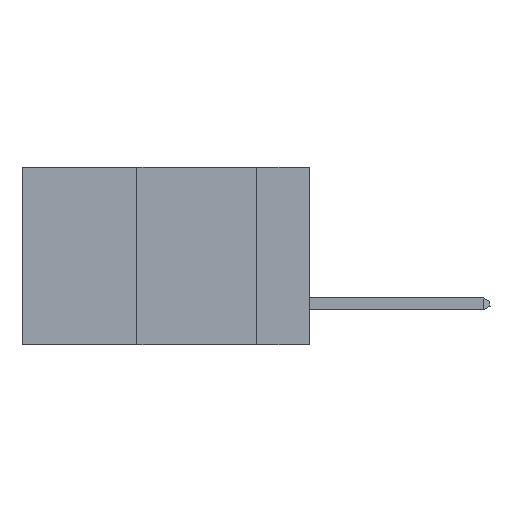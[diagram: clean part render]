
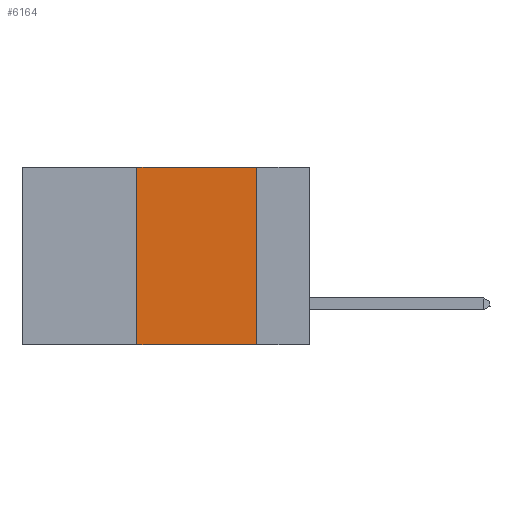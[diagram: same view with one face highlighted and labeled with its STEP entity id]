
A CAD part, left-side view. The second image highlights one B-rep face of the part: STEP entity #6164.
In plain terms, the highlighted planar face has unit normal (-1, 0, 0).
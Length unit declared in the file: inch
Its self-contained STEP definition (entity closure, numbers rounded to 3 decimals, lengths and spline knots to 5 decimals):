
#2108 = VERTEX_POINT ( 'NONE', #24286 ) ;
#3857 = VERTEX_POINT ( 'NONE', #17267 ) ;
#4120 = CARTESIAN_POINT ( 'NONE',  ( 0., 0.6, 0. ) ) ;
#5370 = VECTOR ( 'NONE', #10936, 39.37008 ) ;
#5626 = VERTEX_POINT ( 'NONE', #23991 ) ;
#6095 = DIRECTION ( 'NONE',  ( 0., 0., -1. ) ) ;
#6122 = VECTOR ( 'NONE', #18537, 39.37008 ) ;
#6164 = ADVANCED_FACE ( 'NONE', ( #14757 ), #13906, .F. ) ;
#6310 = CARTESIAN_POINT ( 'NONE',  ( 0., 0.36, -0.37 ) ) ;
#7924 = CARTESIAN_POINT ( 'NONE',  ( 0., 0.6, 0. ) ) ;
#8712 = VERTEX_POINT ( 'NONE', #6310 ) ;
#8978 = LINE ( 'NONE', #18820, #10472 ) ;
#9166 = EDGE_LOOP ( 'NONE', ( #18712, #20151, #9246, #15164 ) ) ;
#9246 = ORIENTED_EDGE ( 'NONE', *, *, #10798, .F. ) ;
#10472 = VECTOR ( 'NONE', #16520, 39.37008 ) ;
#10625 = EDGE_CURVE ( 'NONE', #8712, #3857, #14404, .T. ) ;
#10798 = EDGE_CURVE ( 'NONE', #8712, #5626, #8978, .T. ) ;
#10936 = DIRECTION ( 'NONE',  ( 0., -1., 0. ) ) ;
#11612 = CARTESIAN_POINT ( 'NONE',  ( 0., 0.11, 0. ) ) ;
#12028 = AXIS2_PLACEMENT_3D ( 'NONE', #4120, #21766, #6095 ) ;
#13096 = EDGE_CURVE ( 'NONE', #5626, #2108, #18824, .T. ) ;
#13202 = EDGE_CURVE ( 'NONE', #2108, #3857, #24209, .T. ) ;
#13906 = PLANE ( 'NONE',  #12028 ) ;
#14052 = DIRECTION ( 'NONE',  ( 0., 0., -1. ) ) ;
#14404 = LINE ( 'NONE', #22492, #5370 ) ;
#14757 = FACE_OUTER_BOUND ( 'NONE', #9166, .T. ) ;
#15164 = ORIENTED_EDGE ( 'NONE', *, *, #10625, .T. ) ;
#15188 = VECTOR ( 'NONE', #14052, 39.37008 ) ;
#16520 = DIRECTION ( 'NONE',  ( 0., 0., 1. ) ) ;
#17267 = CARTESIAN_POINT ( 'NONE',  ( 0., 0.11, -0.37 ) ) ;
#18537 = DIRECTION ( 'NONE',  ( 0., -1., 0. ) ) ;
#18712 = ORIENTED_EDGE ( 'NONE', *, *, #13202, .F. ) ;
#18820 = CARTESIAN_POINT ( 'NONE',  ( 0., 0.36, 0. ) ) ;
#18824 = LINE ( 'NONE', #7924, #6122 ) ;
#20151 = ORIENTED_EDGE ( 'NONE', *, *, #13096, .F. ) ;
#21766 = DIRECTION ( 'NONE',  ( 1., 0., 0. ) ) ;
#22492 = CARTESIAN_POINT ( 'NONE',  ( 0., 0.6, -0.37 ) ) ;
#23991 = CARTESIAN_POINT ( 'NONE',  ( 0., 0.36, 0. ) ) ;
#24209 = LINE ( 'NONE', #11612, #15188 ) ;
#24286 = CARTESIAN_POINT ( 'NONE',  ( 0., 0.11, 0. ) ) ;
